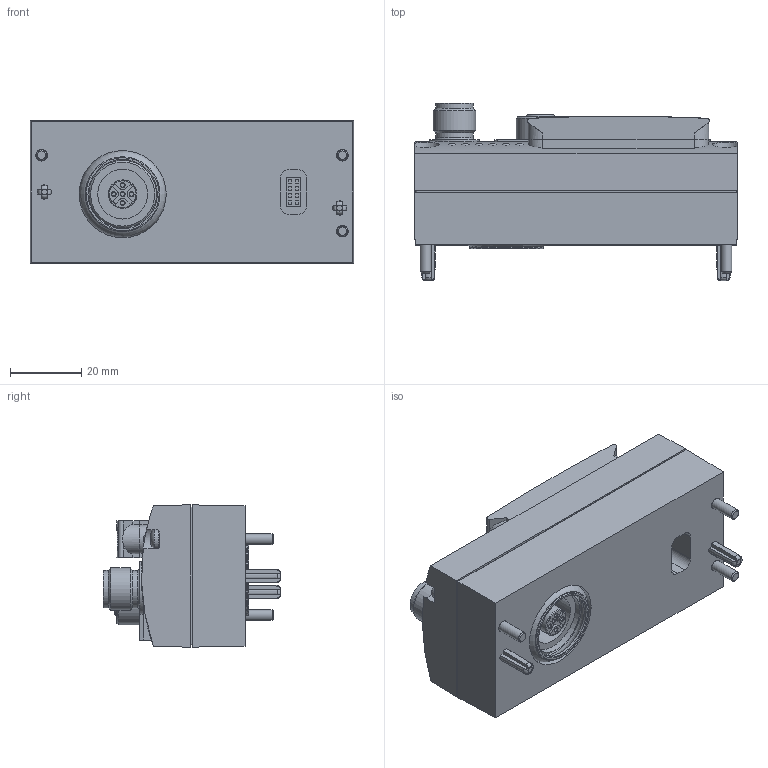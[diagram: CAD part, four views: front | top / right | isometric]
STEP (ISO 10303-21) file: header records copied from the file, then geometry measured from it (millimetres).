
FILE_DESCRIPTION(/* description */ ('STEP AP214'),/* implementation_level */ '2;1');
FILE_NAME(/* name */ '572555_CTEU-AS',/* time_stamp */ '2024-08-09T16:02:35+02:00',/* author */ ('License CC BY-ND 4.0'),/* organization */ ('CADENAS'),/* preprocessor_version */ 'ST-DEVELOPER v19.3',/* originating_system */ 'PARTsolutions',/* authorisation */ ' ');
FILE_SCHEMA (('AUTOMOTIVE_DESIGN {1 0 10303 214 3 1 1}'));
Length unit declared in the file: millimetre
Products named in the file (5): 572555 CTEU-AS; 572555 CTEU-AS---(B_0); 659765 DELTA PT WN5452 3x32; 1045165 CTMU-F14; 666579 F-M3x10-450
Assembly tree (7 placements, depth 2):
  572555 CTEU-AS
    572555 CTEU-AS---(B_0)
    659765 DELTA PT WN5452 3x32  x3
    1045165 CTMU-F14
    666579 F-M3x10-450  x2
Bounding box: 91 x 49.8 x 40 mm (x, y, z)
Volume: 102285.5 mm3; surface area: 24778.2 mm2
Topology: 7 solids, 7 shells, 564 faces, 1355 edges, 882 vertices
Faces by surface type: plane 307, cylinder 159, cone 65, torus 33
Full cylindrical faces by diameter (mm): 1 x5, 1.1 x10, 2.3 x3, 2.459 x2, 2.6 x2, 3 x5, 3.3 x3, 3.5 x2, 5.6 x5, 6.5 x2, 8 x1, 8.3 x1, 9 x1, 10.106 x1, 10.5 x2, 12 x1, 12.2 x1, 13.5 x1, 14 x2, 18 x1, 19 x1, 21 x1, 21.5 x1, 24.5 x1
Entity records: 15842 total; most frequent: CARTESIAN_POINT 2644, DIRECTION 2133, ORIENTED_EDGE 2016, EDGE_CURVE 1008, AXIS2_PLACEMENT_3D 756, VERTEX_POINT 713, FACE_BOUND 637, EDGE_LOOP 635
